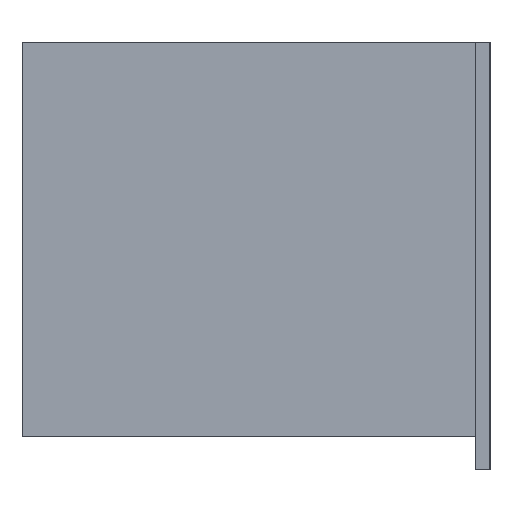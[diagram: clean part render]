
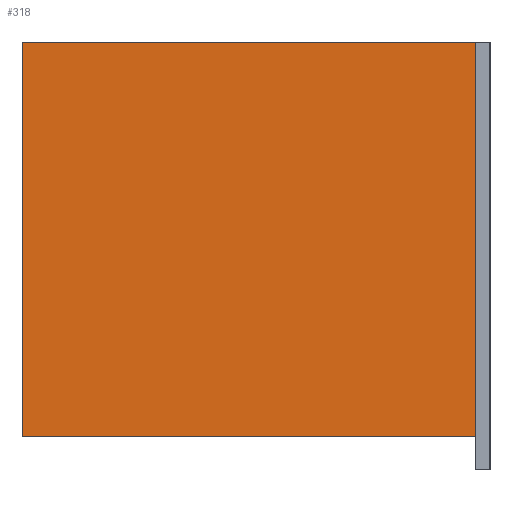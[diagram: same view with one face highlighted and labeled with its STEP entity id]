
A CAD part, left-side view. The second image highlights one B-rep face of the part: STEP entity #318.
In plain terms, the highlighted planar face has unit normal (-1, 0, 0).
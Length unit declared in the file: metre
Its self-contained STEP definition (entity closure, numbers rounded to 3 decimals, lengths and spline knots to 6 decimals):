
#37=ORIENTED_EDGE('',*,*,#120,.F.);
#38=ORIENTED_EDGE('',*,*,#121,.F.);
#39=ORIENTED_EDGE('',*,*,#106,.T.);
#40=ORIENTED_EDGE('',*,*,#122,.T.);
#106=EDGE_CURVE('',#149,#148,#178,.T.);
#120=EDGE_CURVE('',#161,#162,#188,.T.);
#121=EDGE_CURVE('',#149,#161,#189,.T.);
#122=EDGE_CURVE('',#148,#162,#190,.T.);
#148=VERTEX_POINT('',#456);
#149=VERTEX_POINT('',#458);
#161=VERTEX_POINT('',#487);
#162=VERTEX_POINT('',#488);
#178=LINE('',#457,#214);
#188=LINE('',#486,#224);
#189=LINE('',#489,#225);
#190=LINE('',#490,#226);
#214=VECTOR('',#373,1.);
#224=VECTOR('',#397,1.);
#225=VECTOR('',#398,1.);
#226=VECTOR('',#399,1.);
#256=EDGE_LOOP('',(#37,#38,#39,#40));
#282=FACE_BOUND('',#256,.T.);
#304=PLANE('',#352);
#318=ADVANCED_FACE('',(#282),#304,.F.);
#352=AXIS2_PLACEMENT_3D('',#485,#395,#396);
#373=DIRECTION('',(0.,0.,-1.));
#395=DIRECTION('',(1.,0.,0.));
#396=DIRECTION('',(0.,1.,0.));
#397=DIRECTION('',(0.,0.,-1.));
#398=DIRECTION('',(0.,-1.,0.));
#399=DIRECTION('',(0.,-1.,0.));
#456=CARTESIAN_POINT('',(-0.158,0.14,0.));
#457=CARTESIAN_POINT('',(-0.158,0.14,0.236));
#458=CARTESIAN_POINT('',(-0.158,0.14,0.236));
#485=CARTESIAN_POINT('',(-0.158,0.,0.236));
#486=CARTESIAN_POINT('',(-0.158,-0.1316,0.236));
#487=CARTESIAN_POINT('',(-0.158,-0.1316,0.236));
#488=CARTESIAN_POINT('',(-0.158,-0.1316,0.));
#489=CARTESIAN_POINT('',(-0.158,0.,0.236));
#490=CARTESIAN_POINT('',(-0.158,0.,0.));
